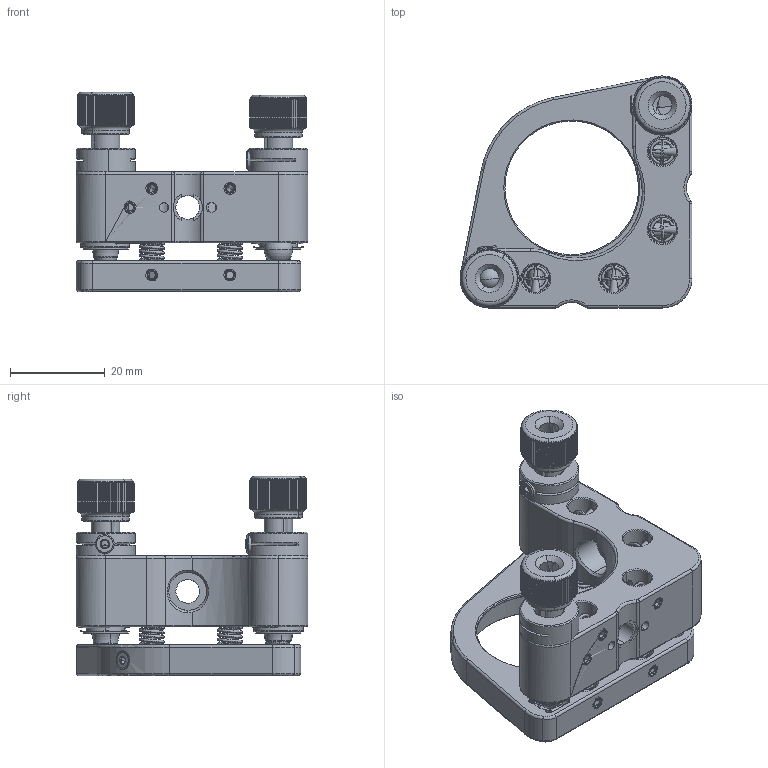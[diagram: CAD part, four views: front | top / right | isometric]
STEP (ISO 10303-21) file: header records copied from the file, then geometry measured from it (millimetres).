
FILE_DESCRIPTION (( 'STEP AP203' ), '1' );
FILE_NAME ('EMHS30-2A.STEP', '2025-06-17T02:38:49', ( '' ), ( '' ), 'SwSTEP 2.0', 'SolidWorks 2020', '' );
FILE_SCHEMA (( 'CONFIG_CONTROL_DESIGN' ));
Products named in the file (1): EMHS30-2A
Bounding box: 49 x 49 x 42.1 mm (x, y, z)
Surface area: 16979.2 mm2 (no closed solid volume)
Topology: 0 solids, 33 shells, 1047 faces, 3104 edges, 2089 vertices
Faces by surface type: plane 470, cylinder 320, cone 127, torus 94, bspline 24, sphere 12
Entity records: 56525 total; most frequent: CARTESIAN_POINT 34435, ORIENTED_EDGE 5904, EDGE_CURVE 3048, B_SPLINE_CURVE_WITH_KNOTS 2815, DIRECTION 2285, VERTEX_POINT 2083, EDGE_LOOP 1151, FACE_OUTER_BOUND 1047
